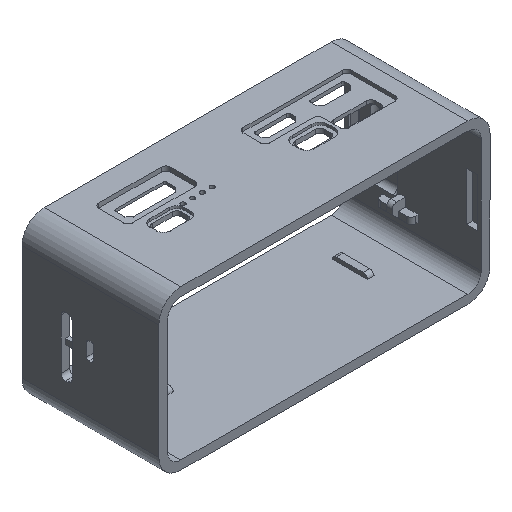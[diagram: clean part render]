
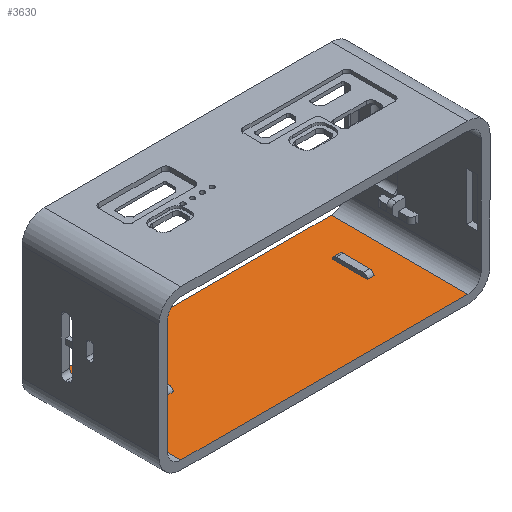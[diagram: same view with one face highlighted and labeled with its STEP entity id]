
A CAD part, isometric view. The second image highlights one B-rep face of the part: STEP entity #3630.
In plain terms, the highlighted planar face has unit normal (0, 0, 1).
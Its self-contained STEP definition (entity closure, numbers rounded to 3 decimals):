
#23 = EDGE_LOOP ( 'NONE', ( #7180, #7918, #4921, #4648 ) ) ;
#132 = CARTESIAN_POINT ( 'NONE',  ( 30.958, -18., -16. ) ) ;
#279 = EDGE_CURVE ( 'NONE', #4917, #8326, #641, .T. ) ;
#301 = CARTESIAN_POINT ( 'NONE',  ( 30.958, -18., -16. ) ) ;
#335 = FACE_BOUND ( 'NONE', #3452, .T. ) ;
#343 = CARTESIAN_POINT ( 'NONE',  ( 22.458, 4.25, -16. ) ) ;
#350 = ORIENTED_EDGE ( 'NONE', *, *, #9064, .F. ) ;
#406 = ORIENTED_EDGE ( 'NONE', *, *, #279, .F. ) ;
#418 = CARTESIAN_POINT ( 'NONE',  ( 23.958, 4.25, -16. ) ) ;
#525 = VERTEX_POINT ( 'NONE', #4796 ) ;
#546 = EDGE_CURVE ( 'NONE', #787, #3905, #7726, .T. ) ;
#614 = DIRECTION ( 'NONE',  ( 0., 1., 0. ) ) ;
#641 = LINE ( 'NONE', #5549, #1069 ) ;
#652 = VECTOR ( 'NONE', #7426, 1000. ) ;
#680 = ORIENTED_EDGE ( 'NONE', *, *, #867, .T. ) ;
#787 = VERTEX_POINT ( 'NONE', #2227 ) ;
#827 = EDGE_LOOP ( 'NONE', ( #680, #2916, #7479, #1967 ) ) ;
#867 = EDGE_CURVE ( 'NONE', #5741, #787, #898, .T. ) ;
#898 = LINE ( 'NONE', #301, #2708 ) ;
#1069 = VECTOR ( 'NONE', #2110, 1000. ) ;
#1085 = CARTESIAN_POINT ( 'NONE',  ( 23.958, 4.25, -16. ) ) ;
#1172 = LINE ( 'NONE', #1085, #7397 ) ;
#1231 = ORIENTED_EDGE ( 'NONE', *, *, #6738, .F. ) ;
#1279 = CARTESIAN_POINT ( 'NONE',  ( 23.958, -3.75, -16. ) ) ;
#1442 = VERTEX_POINT ( 'NONE', #5854 ) ;
#1542 = VERTEX_POINT ( 'NONE', #7412 ) ;
#1715 = DIRECTION ( 'NONE',  ( 0., -1., 0. ) ) ;
#1967 = ORIENTED_EDGE ( 'NONE', *, *, #5918, .F. ) ;
#2110 = DIRECTION ( 'NONE',  ( 0., -1., 0. ) ) ;
#2167 = CARTESIAN_POINT ( 'NONE',  ( -34.042, -18., -16. ) ) ;
#2227 = CARTESIAN_POINT ( 'NONE',  ( 30.958, 13., -16. ) ) ;
#2255 = DIRECTION ( 'NONE',  ( -1., 0., 0. ) ) ;
#2256 = CARTESIAN_POINT ( 'NONE',  ( 22.458, 4.25, -16. ) ) ;
#2335 = EDGE_CURVE ( 'NONE', #1542, #3242, #7562, .T. ) ;
#2476 = ORIENTED_EDGE ( 'NONE', *, *, #7155, .F. ) ;
#2699 = VECTOR ( 'NONE', #3511, 1000. ) ;
#2708 = VECTOR ( 'NONE', #7126, 1000. ) ;
#2916 = ORIENTED_EDGE ( 'NONE', *, *, #546, .T. ) ;
#3192 = EDGE_CURVE ( 'NONE', #5899, #3905, #9053, .T. ) ;
#3220 = DIRECTION ( 'NONE',  ( 0., 0., -1. ) ) ;
#3242 = VERTEX_POINT ( 'NONE', #8598 ) ;
#3315 = CARTESIAN_POINT ( 'NONE',  ( 30.958, -18., -16. ) ) ;
#3452 = EDGE_LOOP ( 'NONE', ( #1231, #350, #406, #2476 ) ) ;
#3511 = DIRECTION ( 'NONE',  ( 1., 0., 0. ) ) ;
#3572 = CARTESIAN_POINT ( 'NONE',  ( -23.042, 4.25, -16. ) ) ;
#3630 = ADVANCED_FACE ( 'NONE', ( #4544, #335, #4636 ), #8728, .F. ) ;
#3905 = VERTEX_POINT ( 'NONE', #8627 ) ;
#3970 = DIRECTION ( 'NONE',  ( -1., 0., 0. ) ) ;
#4087 = CARTESIAN_POINT ( 'NONE',  ( -34.042, -18., -16. ) ) ;
#4241 = CARTESIAN_POINT ( 'NONE',  ( -21.542, -3.75, -16. ) ) ;
#4281 = CARTESIAN_POINT ( 'NONE',  ( -21.542, 4.25, -16. ) ) ;
#4464 = LINE ( 'NONE', #343, #6635 ) ;
#4486 = VERTEX_POINT ( 'NONE', #2256 ) ;
#4543 = VECTOR ( 'NONE', #6990, 1000. ) ;
#4544 = FACE_OUTER_BOUND ( 'NONE', #827, .T. ) ;
#4585 = LINE ( 'NONE', #418, #652 ) ;
#4636 = FACE_BOUND ( 'NONE', #23, .T. ) ;
#4648 = ORIENTED_EDGE ( 'NONE', *, *, #7542, .F. ) ;
#4796 = CARTESIAN_POINT ( 'NONE',  ( -21.542, -3.75, -16. ) ) ;
#4917 = VERTEX_POINT ( 'NONE', #3572 ) ;
#4921 = ORIENTED_EDGE ( 'NONE', *, *, #5475, .F. ) ;
#5475 = EDGE_CURVE ( 'NONE', #4486, #1542, #4464, .T. ) ;
#5549 = CARTESIAN_POINT ( 'NONE',  ( -23.042, 4.25, -16. ) ) ;
#5741 = VERTEX_POINT ( 'NONE', #6111 ) ;
#5854 = CARTESIAN_POINT ( 'NONE',  ( 23.958, 4.25, -16. ) ) ;
#5899 = VERTEX_POINT ( 'NONE', #4087 ) ;
#5918 = EDGE_CURVE ( 'NONE', #5741, #5899, #7791, .T. ) ;
#6111 = CARTESIAN_POINT ( 'NONE',  ( 30.958, -18., -16. ) ) ;
#6295 = VERTEX_POINT ( 'NONE', #6355 ) ;
#6300 = VECTOR ( 'NONE', #2255, 1000. ) ;
#6346 = DIRECTION ( 'NONE',  ( -1., 0., 0. ) ) ;
#6354 = VECTOR ( 'NONE', #6346, 1000. ) ;
#6355 = CARTESIAN_POINT ( 'NONE',  ( -21.542, 4.25, -16. ) ) ;
#6393 = CARTESIAN_POINT ( 'NONE',  ( 30.958, 13., -16. ) ) ;
#6635 = VECTOR ( 'NONE', #1715, 1000. ) ;
#6688 = CARTESIAN_POINT ( 'NONE',  ( -23.042, -3.75, -16. ) ) ;
#6738 = EDGE_CURVE ( 'NONE', #525, #6295, #7865, .T. ) ;
#6990 = DIRECTION ( 'NONE',  ( 0., 1., 0. ) ) ;
#6995 = LINE ( 'NONE', #4241, #2699 ) ;
#7126 = DIRECTION ( 'NONE',  ( 0., 1., 0. ) ) ;
#7155 = EDGE_CURVE ( 'NONE', #6295, #4917, #8541, .T. ) ;
#7157 = CARTESIAN_POINT ( 'NONE',  ( -21.542, 4.25, -16. ) ) ;
#7180 = ORIENTED_EDGE ( 'NONE', *, *, #8334, .F. ) ;
#7397 = VECTOR ( 'NONE', #3970, 1000. ) ;
#7412 = CARTESIAN_POINT ( 'NONE',  ( 22.458, -3.75, -16. ) ) ;
#7426 = DIRECTION ( 'NONE',  ( 0., 1., 0. ) ) ;
#7479 = ORIENTED_EDGE ( 'NONE', *, *, #3192, .F. ) ;
#7535 = VECTOR ( 'NONE', #614, 1000. ) ;
#7542 = EDGE_CURVE ( 'NONE', #1442, #4486, #1172, .T. ) ;
#7562 = LINE ( 'NONE', #1279, #7997 ) ;
#7692 = DIRECTION ( 'NONE',  ( 1., 0., 0. ) ) ;
#7726 = LINE ( 'NONE', #6393, #6354 ) ;
#7746 = VECTOR ( 'NONE', #9001, 1000. ) ;
#7791 = LINE ( 'NONE', #132, #7746 ) ;
#7865 = LINE ( 'NONE', #4281, #4543 ) ;
#7909 = AXIS2_PLACEMENT_3D ( 'NONE', #3315, #3220, #8125 ) ;
#7918 = ORIENTED_EDGE ( 'NONE', *, *, #2335, .F. ) ;
#7997 = VECTOR ( 'NONE', #7692, 1000. ) ;
#8125 = DIRECTION ( 'NONE',  ( -1., 0., 0. ) ) ;
#8326 = VERTEX_POINT ( 'NONE', #6688 ) ;
#8334 = EDGE_CURVE ( 'NONE', #3242, #1442, #4585, .T. ) ;
#8541 = LINE ( 'NONE', #7157, #6300 ) ;
#8598 = CARTESIAN_POINT ( 'NONE',  ( 23.958, -3.75, -16. ) ) ;
#8627 = CARTESIAN_POINT ( 'NONE',  ( -34.042, 13., -16. ) ) ;
#8728 = PLANE ( 'NONE',  #7909 ) ;
#9001 = DIRECTION ( 'NONE',  ( -1., 0., 0. ) ) ;
#9053 = LINE ( 'NONE', #2167, #7535 ) ;
#9064 = EDGE_CURVE ( 'NONE', #8326, #525, #6995, .T. ) ;
